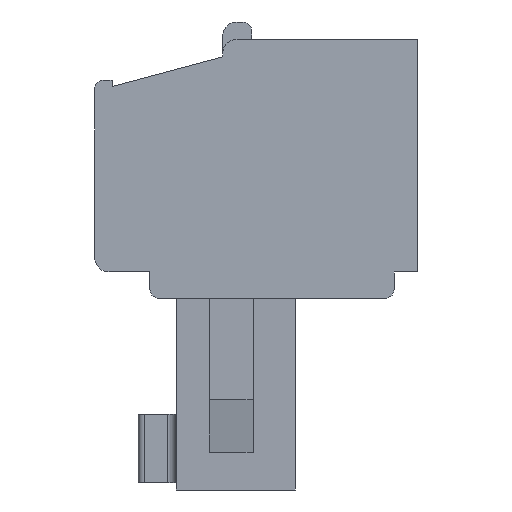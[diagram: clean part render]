
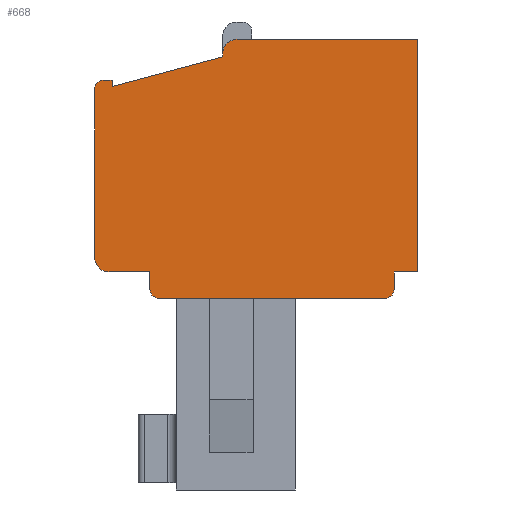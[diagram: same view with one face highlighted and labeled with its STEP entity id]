
A CAD part, left-side view. The second image highlights one B-rep face of the part: STEP entity #668.
In plain terms, the highlighted planar face has unit normal (-1, 0, 0).
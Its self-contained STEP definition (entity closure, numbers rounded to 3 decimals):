
#15 = CARTESIAN_POINT ( 'NONE',  ( -4.205, 10.8, 6.05 ) ) ;
#23 = CIRCLE ( 'NONE', #1670, 0.3 ) ;
#24 = EDGE_CURVE ( 'NONE', #2993, #3169, #4456, .T. ) ;
#35 = VERTEX_POINT ( 'NONE', #3375 ) ;
#72 = ORIENTED_EDGE ( 'NONE', *, *, #795, .T. ) ;
#90 = DIRECTION ( 'NONE',  ( 0., 0., 1. ) ) ;
#98 = AXIS2_PLACEMENT_3D ( 'NONE', #399, #3676, #4095 ) ;
#142 = VERTEX_POINT ( 'NONE', #4809 ) ;
#210 = CARTESIAN_POINT ( 'NONE',  ( -4.205, 10.5, 5.832 ) ) ;
#237 = CARTESIAN_POINT ( 'NONE',  ( -4.205, -42.361, 4.795 ) ) ;
#302 = CARTESIAN_POINT ( 'NONE',  ( -4.205, -42.361, -0.55 ) ) ;
#353 = EDGE_CURVE ( 'NONE', #2465, #35, #2968, .T. ) ;
#368 = DIRECTION ( 'NONE',  ( 0., 0., 1. ) ) ;
#399 = CARTESIAN_POINT ( 'NONE',  ( -4.205, 8.9, -1.15 ) ) ;
#414 = CARTESIAN_POINT ( 'NONE',  ( -4.205, -42.361, 7.45 ) ) ;
#419 = VERTEX_POINT ( 'NONE', #1945 ) ;
#529 = CARTESIAN_POINT ( 'NONE',  ( -4.205, 0., -0.55 ) ) ;
#538 = DIRECTION ( 'NONE',  ( 0., 0., 1. ) ) ;
#544 = CIRCLE ( 'NONE', #1004, 0.5 ) ;
#597 = CARTESIAN_POINT ( 'NONE',  ( -4.205, 9.2, -0.55 ) ) ;
#642 = EDGE_CURVE ( 'NONE', #1466, #2103, #4729, .T. ) ;
#660 = LINE ( 'NONE', #414, #3020 ) ;
#668 = ADVANCED_FACE ( 'NONE', ( #2034 ), #1792, .F. ) ;
#669 = LINE ( 'NONE', #302, #2751 ) ;
#693 = LINE ( 'NONE', #4131, #1511 ) ;
#707 = CARTESIAN_POINT ( 'NONE',  ( -4.205, 11.1, 5.75 ) ) ;
#730 = DIRECTION ( 'NONE',  ( 1., 0., 0. ) ) ;
#759 = DIRECTION ( 'NONE',  ( 0., 1., 0. ) ) ;
#767 = ORIENTED_EDGE ( 'NONE', *, *, #4701, .F. ) ;
#795 = EDGE_CURVE ( 'NONE', #4035, #3948, #4304, .T. ) ;
#868 = EDGE_CURVE ( 'NONE', #3948, #3554, #922, .T. ) ;
#899 = CARTESIAN_POINT ( 'NONE',  ( -4.205, 1.1, -1.15 ) ) ;
#907 = DIRECTION ( 'NONE',  ( -1., 0., 0. ) ) ;
#918 = EDGE_CURVE ( 'NONE', #35, #142, #3408, .T. ) ;
#922 = LINE ( 'NONE', #4231, #4425 ) ;
#925 = CARTESIAN_POINT ( 'NONE',  ( -4.205, 10.6, -0.05 ) ) ;
#979 = DIRECTION ( 'NONE',  ( 0., 1., 0. ) ) ;
#991 = EDGE_CURVE ( 'NONE', #1915, #2408, #4365, .T. ) ;
#999 = ORIENTED_EDGE ( 'NONE', *, *, #1890, .T. ) ;
#1004 = AXIS2_PLACEMENT_3D ( 'NONE', #4497, #730, #368 ) ;
#1047 = VECTOR ( 'NONE', #979, 1000. ) ;
#1066 = CARTESIAN_POINT ( 'NONE',  ( -4.205, 0.8, -1.15 ) ) ;
#1213 = DIRECTION ( 'NONE',  ( 0., 0.966, -0.259 ) ) ;
#1246 = DIRECTION ( 'NONE',  ( 0., 0., -1. ) ) ;
#1418 = LINE ( 'NONE', #4573, #4619 ) ;
#1466 = VERTEX_POINT ( 'NONE', #3118 ) ;
#1489 = ORIENTED_EDGE ( 'NONE', *, *, #1731, .T. ) ;
#1511 = VECTOR ( 'NONE', #3367, 1000. ) ;
#1613 = VERTEX_POINT ( 'NONE', #2523 ) ;
#1641 = EDGE_LOOP ( 'NONE', ( #999, #72, #3065, #2955, #2289, #1822, #1857, #3696, #2785, #2661, #3000, #3519, #1871, #4162, #3769, #1489, #767 ) ) ;
#1646 = DIRECTION ( 'NONE',  ( -1., 0., 0. ) ) ;
#1664 = CARTESIAN_POINT ( 'NONE',  ( -4.205, 1.1, -1.45 ) ) ;
#1670 = AXIS2_PLACEMENT_3D ( 'NONE', #4575, #2338, #1246 ) ;
#1698 = CARTESIAN_POINT ( 'NONE',  ( -4.205, 6.7, 6.85 ) ) ;
#1731 = EDGE_CURVE ( 'NONE', #2408, #2079, #660, .T. ) ;
#1792 = PLANE ( 'NONE',  #2489 ) ;
#1822 = ORIENTED_EDGE ( 'NONE', *, *, #353, .T. ) ;
#1838 = VECTOR ( 'NONE', #3046, 1000. ) ;
#1857 = ORIENTED_EDGE ( 'NONE', *, *, #918, .T. ) ;
#1871 = ORIENTED_EDGE ( 'NONE', *, *, #2201, .T. ) ;
#1890 = EDGE_CURVE ( 'NONE', #1613, #4035, #2290, .T. ) ;
#1915 = VERTEX_POINT ( 'NONE', #2341 ) ;
#1928 = CARTESIAN_POINT ( 'NONE',  ( -4.205, 11.1, 4.795 ) ) ;
#1945 = CARTESIAN_POINT ( 'NONE',  ( -4.205, 0.8, -0.55 ) ) ;
#1965 = DIRECTION ( 'NONE',  ( 0., 0., -1. ) ) ;
#1996 = CARTESIAN_POINT ( 'NONE',  ( -4.205, 9.2, -1.15 ) ) ;
#2034 = FACE_OUTER_BOUND ( 'NONE', #1641, .T. ) ;
#2077 = EDGE_CURVE ( 'NONE', #3213, #2465, #23, .T. ) ;
#2079 = VERTEX_POINT ( 'NONE', #2370 ) ;
#2103 = VERTEX_POINT ( 'NONE', #1996 ) ;
#2201 = EDGE_CURVE ( 'NONE', #3169, #419, #1418, .T. ) ;
#2240 = AXIS2_PLACEMENT_3D ( 'NONE', #925, #1646, #538 ) ;
#2289 = ORIENTED_EDGE ( 'NONE', *, *, #2077, .T. ) ;
#2290 = LINE ( 'NONE', #4189, #3074 ) ;
#2338 = DIRECTION ( 'NONE',  ( -1., 0., 0. ) ) ;
#2341 = CARTESIAN_POINT ( 'NONE',  ( -4.205, 0., -0.55 ) ) ;
#2370 = CARTESIAN_POINT ( 'NONE',  ( -4.205, 6.2, 7.45 ) ) ;
#2408 = VERTEX_POINT ( 'NONE', #3224 ) ;
#2465 = VERTEX_POINT ( 'NONE', #707 ) ;
#2489 = AXIS2_PLACEMENT_3D ( 'NONE', #237, #3950, #2855 ) ;
#2523 = CARTESIAN_POINT ( 'NONE',  ( -4.205, 6.7, 6.95 ) ) ;
#2555 = LINE ( 'NONE', #2841, #1047 ) ;
#2613 = VECTOR ( 'NONE', #1213, 1000. ) ;
#2661 = ORIENTED_EDGE ( 'NONE', *, *, #4736, .T. ) ;
#2751 = VECTOR ( 'NONE', #2880, 1000. ) ;
#2785 = ORIENTED_EDGE ( 'NONE', *, *, #642, .T. ) ;
#2841 = CARTESIAN_POINT ( 'NONE',  ( -4.205, 11.1, 6.05 ) ) ;
#2855 = DIRECTION ( 'NONE',  ( 0., 0., 1. ) ) ;
#2863 = VECTOR ( 'NONE', #3734, 1000. ) ;
#2880 = DIRECTION ( 'NONE',  ( 0., -1., 0. ) ) ;
#2955 = ORIENTED_EDGE ( 'NONE', *, *, #3354, .T. ) ;
#2968 = LINE ( 'NONE', #1928, #2863 ) ;
#2985 = CARTESIAN_POINT ( 'NONE',  ( -4.205, 10.5, 6.05 ) ) ;
#2993 = VERTEX_POINT ( 'NONE', #1664 ) ;
#3000 = ORIENTED_EDGE ( 'NONE', *, *, #3257, .T. ) ;
#3020 = VECTOR ( 'NONE', #759, 1000. ) ;
#3039 = DIRECTION ( 'NONE',  ( 0., 0., 1. ) ) ;
#3046 = DIRECTION ( 'NONE',  ( 0., -1., 0. ) ) ;
#3065 = ORIENTED_EDGE ( 'NONE', *, *, #868, .T. ) ;
#3074 = VECTOR ( 'NONE', #1965, 1000. ) ;
#3111 = DIRECTION ( 'NONE',  ( 0., 0., 1. ) ) ;
#3118 = CARTESIAN_POINT ( 'NONE',  ( -4.205, 9.2, -0.55 ) ) ;
#3132 = VERTEX_POINT ( 'NONE', #4104 ) ;
#3169 = VERTEX_POINT ( 'NONE', #1066 ) ;
#3213 = VERTEX_POINT ( 'NONE', #15 ) ;
#3214 = DIRECTION ( 'NONE',  ( 0., 0., -1. ) ) ;
#3224 = CARTESIAN_POINT ( 'NONE',  ( -4.205, 0., 7.45 ) ) ;
#3257 = EDGE_CURVE ( 'NONE', #3132, #2993, #693, .T. ) ;
#3354 = EDGE_CURVE ( 'NONE', #3554, #3213, #2555, .T. ) ;
#3367 = DIRECTION ( 'NONE',  ( 0., -1., 0. ) ) ;
#3375 = CARTESIAN_POINT ( 'NONE',  ( -4.205, 11.1, -0.05 ) ) ;
#3408 = CIRCLE ( 'NONE', #2240, 0.5 ) ;
#3439 = LINE ( 'NONE', #529, #1838 ) ;
#3482 = AXIS2_PLACEMENT_3D ( 'NONE', #899, #907, #3496 ) ;
#3496 = DIRECTION ( 'NONE',  ( 0., 0., 1. ) ) ;
#3519 = ORIENTED_EDGE ( 'NONE', *, *, #24, .T. ) ;
#3554 = VERTEX_POINT ( 'NONE', #2985 ) ;
#3589 = VECTOR ( 'NONE', #3214, 1000. ) ;
#3676 = DIRECTION ( 'NONE',  ( -1., 0., 0. ) ) ;
#3696 = ORIENTED_EDGE ( 'NONE', *, *, #4603, .T. ) ;
#3734 = DIRECTION ( 'NONE',  ( 0., 0., -1. ) ) ;
#3740 = CIRCLE ( 'NONE', #98, 0.3 ) ;
#3769 = ORIENTED_EDGE ( 'NONE', *, *, #991, .T. ) ;
#3888 = VECTOR ( 'NONE', #3111, 1000. ) ;
#3948 = VERTEX_POINT ( 'NONE', #210 ) ;
#3950 = DIRECTION ( 'NONE',  ( 1., 0., 0. ) ) ;
#4035 = VERTEX_POINT ( 'NONE', #1698 ) ;
#4095 = DIRECTION ( 'NONE',  ( 0., 0., 1. ) ) ;
#4104 = CARTESIAN_POINT ( 'NONE',  ( -4.205, 8.9, -1.45 ) ) ;
#4131 = CARTESIAN_POINT ( 'NONE',  ( -4.205, -42.361, -1.45 ) ) ;
#4162 = ORIENTED_EDGE ( 'NONE', *, *, #4447, .T. ) ;
#4186 = CARTESIAN_POINT ( 'NONE',  ( -4.205, 6.7, 6.85 ) ) ;
#4189 = CARTESIAN_POINT ( 'NONE',  ( -4.205, 6.7, 7.55 ) ) ;
#4231 = CARTESIAN_POINT ( 'NONE',  ( -4.205, 10.5, 6.05 ) ) ;
#4304 = LINE ( 'NONE', #4186, #2613 ) ;
#4317 = CARTESIAN_POINT ( 'NONE',  ( -4.205, 0., 4.795 ) ) ;
#4365 = LINE ( 'NONE', #4317, #3888 ) ;
#4425 = VECTOR ( 'NONE', #3039, 1000. ) ;
#4447 = EDGE_CURVE ( 'NONE', #419, #1915, #3439, .T. ) ;
#4456 = CIRCLE ( 'NONE', #3482, 0.3 ) ;
#4497 = CARTESIAN_POINT ( 'NONE',  ( -4.205, 6.2, 6.95 ) ) ;
#4573 = CARTESIAN_POINT ( 'NONE',  ( -4.205, 0.8, -0.55 ) ) ;
#4575 = CARTESIAN_POINT ( 'NONE',  ( -4.205, 10.8, 5.75 ) ) ;
#4603 = EDGE_CURVE ( 'NONE', #142, #1466, #669, .T. ) ;
#4619 = VECTOR ( 'NONE', #90, 1000. ) ;
#4701 = EDGE_CURVE ( 'NONE', #1613, #2079, #544, .T. ) ;
#4729 = LINE ( 'NONE', #597, #3589 ) ;
#4736 = EDGE_CURVE ( 'NONE', #2103, #3132, #3740, .T. ) ;
#4809 = CARTESIAN_POINT ( 'NONE',  ( -4.205, 10.6, -0.55 ) ) ;
